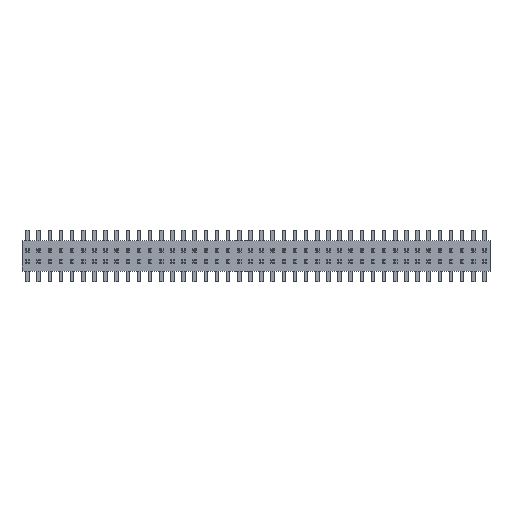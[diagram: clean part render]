
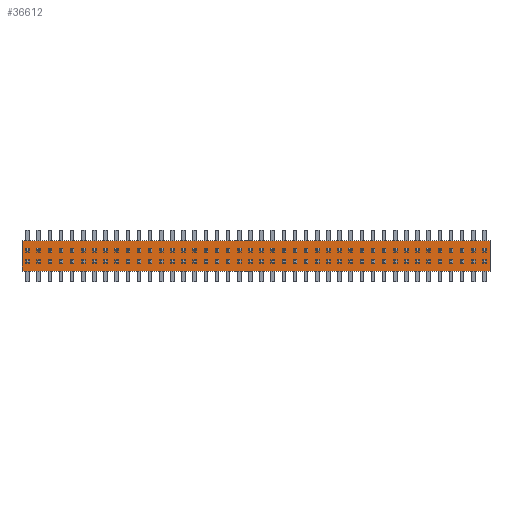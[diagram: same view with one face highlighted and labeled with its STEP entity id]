
A CAD part, top view. The second image highlights one B-rep face of the part: STEP entity #36612.
In plain terms, the highlighted face is planar.
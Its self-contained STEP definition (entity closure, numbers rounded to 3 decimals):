
#36480 = EDGE_CURVE('',#36481,#36483,#36485,.T.);
#36481 = VERTEX_POINT('',#36482);
#36482 = CARTESIAN_POINT('',(-26.67,1.753,-1.715));
#36483 = VERTEX_POINT('',#36484);
#36484 = CARTESIAN_POINT('',(-26.67,1.753,1.715));
#36485 = LINE('',#36486,#36487);
#36486 = CARTESIAN_POINT('',(-26.67,1.753,-1.715));
#36487 = VECTOR('',#36488,1.);
#36488 = DIRECTION('',(0.,0.,1.));
#36520 = EDGE_CURVE('',#36483,#36521,#36523,.T.);
#36521 = VERTEX_POINT('',#36522);
#36522 = CARTESIAN_POINT('',(26.67,1.753,1.715));
#36523 = LINE('',#36524,#36525);
#36524 = CARTESIAN_POINT('',(-26.67,1.753,1.715));
#36525 = VECTOR('',#36526,1.);
#36526 = DIRECTION('',(1.,0.,0.));
#36551 = EDGE_CURVE('',#36521,#36552,#36554,.T.);
#36552 = VERTEX_POINT('',#36553);
#36553 = CARTESIAN_POINT('',(26.67,1.753,-1.715));
#36554 = LINE('',#36555,#36556);
#36555 = CARTESIAN_POINT('',(26.67,1.753,1.715));
#36556 = VECTOR('',#36557,1.);
#36557 = DIRECTION('',(0.,0.,-1.));
#36582 = EDGE_CURVE('',#36552,#36481,#36583,.T.);
#36583 = LINE('',#36584,#36585);
#36584 = CARTESIAN_POINT('',(26.67,1.753,-1.715));
#36585 = VECTOR('',#36586,1.);
#36586 = DIRECTION('',(-1.,0.,0.));
#36612 = ADVANCED_FACE('',(#36613),#36619,.T.);
#36613 = FACE_BOUND('',#36614,.T.);
#36614 = EDGE_LOOP('',(#36615,#36616,#36617,#36618));
#36615 = ORIENTED_EDGE('',*,*,#36480,.T.);
#36616 = ORIENTED_EDGE('',*,*,#36520,.T.);
#36617 = ORIENTED_EDGE('',*,*,#36551,.T.);
#36618 = ORIENTED_EDGE('',*,*,#36582,.T.);
#36619 = PLANE('',#36620);
#36620 = AXIS2_PLACEMENT_3D('',#36621,#36622,#36623);
#36621 = CARTESIAN_POINT('',(0.,1.753,0.));
#36622 = DIRECTION('',(0.,1.,0.));
#36623 = DIRECTION('',(0.,-0.,1.));
